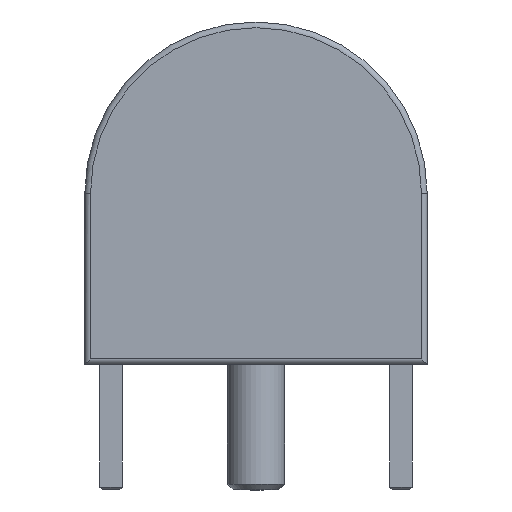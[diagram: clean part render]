
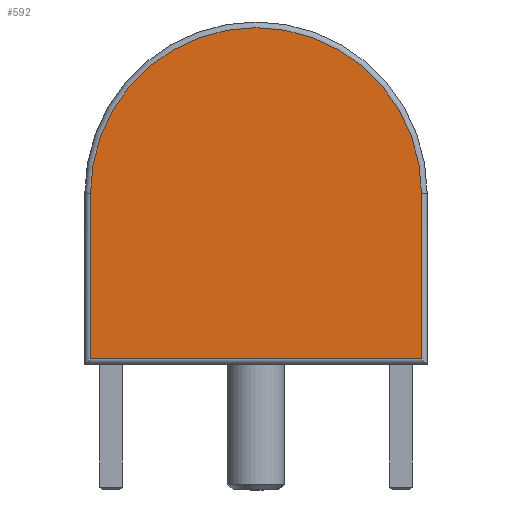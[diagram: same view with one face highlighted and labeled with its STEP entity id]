
A CAD part, front view. The second image highlights one B-rep face of the part: STEP entity #592.
In plain terms, the highlighted planar face has unit normal (0, -1, 0).
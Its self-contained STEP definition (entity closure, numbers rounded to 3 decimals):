
#192 = VERTEX_POINT('',#193);
#193 = CARTESIAN_POINT('',(0.2,-18.3,0.2));
#200 = EDGE_CURVE('',#192,#201,#203,.T.);
#201 = VERTEX_POINT('',#202);
#202 = CARTESIAN_POINT('',(11.8,-18.3,0.2));
#203 = LINE('',#204,#205);
#204 = CARTESIAN_POINT('',(0.,-18.3,0.2));
#205 = VECTOR('',#206,1.);
#206 = DIRECTION('',(1.,0.,0.));
#381 = VERTEX_POINT('',#382);
#382 = CARTESIAN_POINT('',(0.2,-18.3,6.));
#391 = EDGE_CURVE('',#381,#192,#392,.T.);
#392 = LINE('',#393,#394);
#393 = CARTESIAN_POINT('',(0.2,-18.3,6.));
#394 = VECTOR('',#395,1.);
#395 = DIRECTION('',(0.,0.,-1.));
#592 = ADVANCED_FACE('',(#593),#612,.F.);
#593 = FACE_BOUND('',#594,.F.);
#594 = EDGE_LOOP('',(#595,#603,#604,#605));
#595 = ORIENTED_EDGE('',*,*,#596,.F.);
#596 = EDGE_CURVE('',#201,#597,#599,.T.);
#597 = VERTEX_POINT('',#598);
#598 = CARTESIAN_POINT('',(11.8,-18.3,6.));
#599 = LINE('',#600,#601);
#600 = CARTESIAN_POINT('',(11.8,-18.3,0.));
#601 = VECTOR('',#602,1.);
#602 = DIRECTION('',(0.,0.,1.));
#603 = ORIENTED_EDGE('',*,*,#200,.F.);
#604 = ORIENTED_EDGE('',*,*,#391,.F.);
#605 = ORIENTED_EDGE('',*,*,#606,.F.);
#606 = EDGE_CURVE('',#597,#381,#607,.T.);
#607 = CIRCLE('',#608,5.8);
#608 = AXIS2_PLACEMENT_3D('',#609,#610,#611);
#609 = CARTESIAN_POINT('',(6.,-18.3,6.));
#610 = DIRECTION('',(0.,-1.,0.));
#611 = DIRECTION('',(1.,0.,
    0.));
#612 = PLANE('',#613);
#613 = AXIS2_PLACEMENT_3D('',#614,#615,#616);
#614 = CARTESIAN_POINT('',(6.,-18.3,4.913));
#615 = DIRECTION('',(0.,1.,0.));
#616 = DIRECTION('',(0.,0.,1.));
